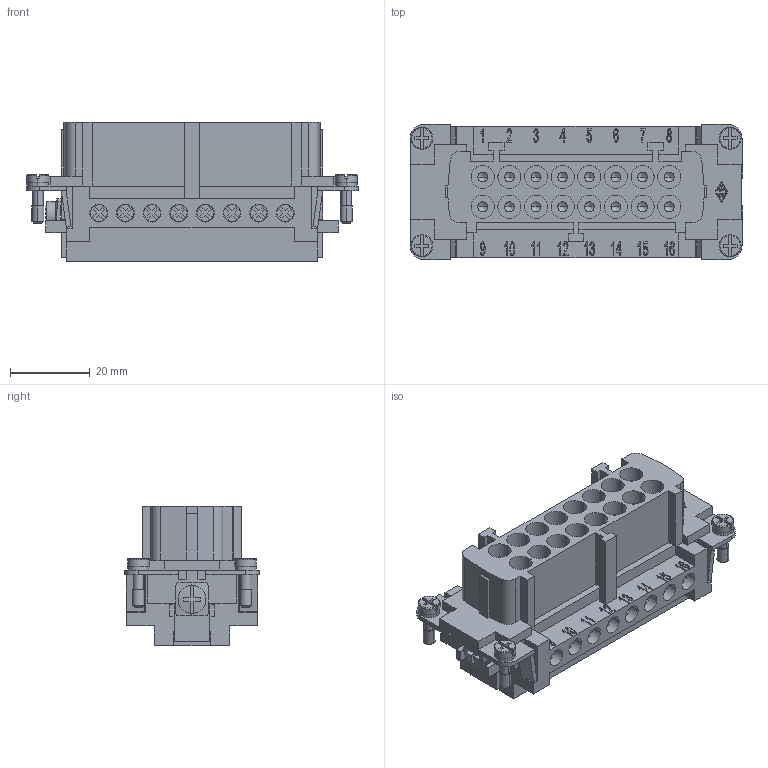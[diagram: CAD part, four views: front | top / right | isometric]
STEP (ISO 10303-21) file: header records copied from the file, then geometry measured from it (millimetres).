
FILE_DESCRIPTION((''),'2;1');
FILE_NAME('CNEF 16 TX.stp','2006-10-25T12:41:56',('gembarski'),(''),'Autodesk Inventor 7','Autodesk Inventor 7','');
FILE_SCHEMA(('AUTOMOTIVE_DESIGN { 1 0 10303 214 1 1 1 1 }'));
Length unit declared in the file: millimetre
Products named in the file (1): CNEF 16 TX
Bounding box: 83.5 x 34 x 35 mm (x, y, z)
Volume: 41882.8 mm3; surface area: 28641.5 mm2
Topology: 1 solids, 1 shells, 1681 faces, 4460 edges, 2933 vertices
Faces by surface type: bspline 783, plane 744, cylinder 138, torus 8, cone 4, sphere 4
Entity records: 55950 total; most frequent: CARTESIAN_POINT 17232, ORIENTED_EDGE 8860, DIRECTION 6413, EDGE_CURVE 4430, VECTOR 2981, LINE 2981, VERTEX_POINT 2933, EDGE_LOOP 1879
